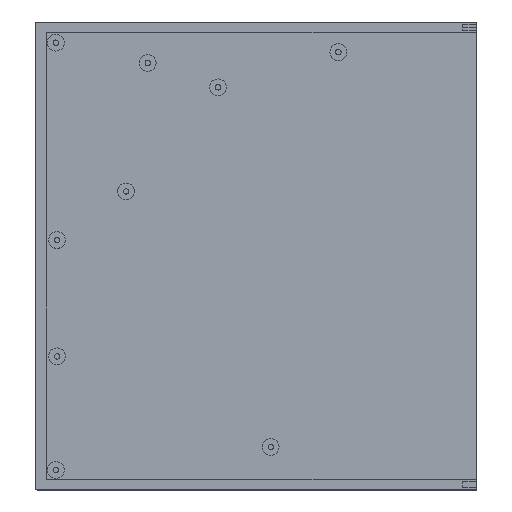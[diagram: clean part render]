
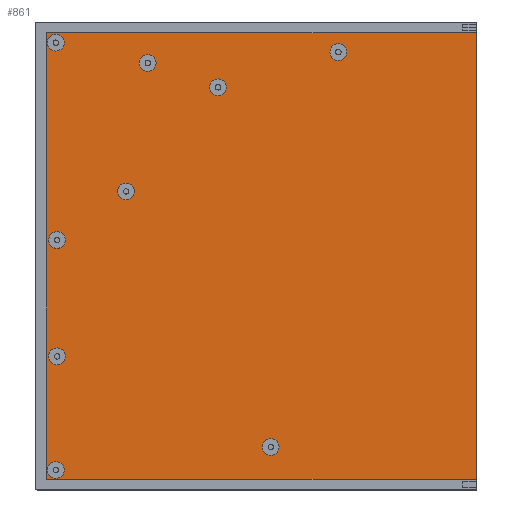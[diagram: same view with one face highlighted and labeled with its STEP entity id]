
A CAD part, top view. The second image highlights one B-rep face of the part: STEP entity #861.
In plain terms, the highlighted planar face has unit normal (0, 0, 1).
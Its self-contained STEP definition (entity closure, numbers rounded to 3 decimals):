
#23=FACE_BOUND('',#186,.T.);
#24=FACE_BOUND('',#187,.T.);
#25=FACE_BOUND('',#188,.T.);
#26=FACE_BOUND('',#189,.T.);
#27=FACE_BOUND('',#190,.T.);
#28=FACE_BOUND('',#191,.T.);
#29=FACE_BOUND('',#192,.T.);
#30=FACE_BOUND('',#193,.T.);
#31=FACE_BOUND('',#194,.T.);
#65=PLANE('',#969);
#120=FACE_OUTER_BOUND('',#185,.T.);
#185=EDGE_LOOP('',(#754,#755,#756,#757));
#186=EDGE_LOOP('',(#758));
#187=EDGE_LOOP('',(#759));
#188=EDGE_LOOP('',(#760));
#189=EDGE_LOOP('',(#761));
#190=EDGE_LOOP('',(#762));
#191=EDGE_LOOP('',(#763));
#192=EDGE_LOOP('',(#764));
#193=EDGE_LOOP('',(#765));
#194=EDGE_LOOP('',(#766));
#243=LINE('',#1339,#314);
#249=LINE('',#1352,#320);
#252=LINE('',#1356,#323);
#269=LINE('',#1473,#340);
#314=VECTOR('',#1056,10.);
#320=VECTOR('',#1068,10.);
#323=VECTOR('',#1073,10.);
#340=VECTOR('',#1224,10.);
#352=CIRCLE('',#911,3.1);
#356=CIRCLE('',#919,3.1);
#360=CIRCLE('',#927,3.1);
#364=CIRCLE('',#935,3.1);
#368=CIRCLE('',#943,3.1);
#372=CIRCLE('',#951,3.1);
#375=CIRCLE('',#957,3.1);
#379=CIRCLE('',#965,3.1);
#381=CIRCLE('',#970,3.1);
#416=VERTEX_POINT('',#1336);
#417=VERTEX_POINT('',#1338);
#420=VERTEX_POINT('',#1350);
#421=VERTEX_POINT('',#1351);
#426=VERTEX_POINT('',#1369);
#430=VERTEX_POINT('',#1383);
#434=VERTEX_POINT('',#1397);
#438=VERTEX_POINT('',#1411);
#442=VERTEX_POINT('',#1425);
#446=VERTEX_POINT('',#1439);
#449=VERTEX_POINT('',#1450);
#453=VERTEX_POINT('',#1464);
#455=VERTEX_POINT('',#1474);
#503=EDGE_CURVE('',#416,#417,#243,.T.);
#509=EDGE_CURVE('',#420,#421,#249,.T.);
#512=EDGE_CURVE('',#421,#417,#252,.T.);
#517=EDGE_CURVE('',#426,#426,#352,.T.);
#523=EDGE_CURVE('',#430,#430,#356,.T.);
#529=EDGE_CURVE('',#434,#434,#360,.T.);
#535=EDGE_CURVE('',#438,#438,#364,.T.);
#541=EDGE_CURVE('',#442,#442,#368,.T.);
#547=EDGE_CURVE('',#446,#446,#372,.T.);
#552=EDGE_CURVE('',#449,#449,#375,.T.);
#558=EDGE_CURVE('',#453,#453,#379,.T.);
#562=EDGE_CURVE('',#416,#420,#269,.T.);
#563=EDGE_CURVE('',#455,#455,#381,.T.);
#754=ORIENTED_EDGE('',*,*,#503,.F.);
#755=ORIENTED_EDGE('',*,*,#562,.T.);
#756=ORIENTED_EDGE('',*,*,#509,.T.);
#757=ORIENTED_EDGE('',*,*,#512,.T.);
#758=ORIENTED_EDGE('',*,*,#558,.T.);
#759=ORIENTED_EDGE('',*,*,#547,.T.);
#760=ORIENTED_EDGE('',*,*,#535,.T.);
#761=ORIENTED_EDGE('',*,*,#523,.T.);
#762=ORIENTED_EDGE('',*,*,#517,.T.);
#763=ORIENTED_EDGE('',*,*,#529,.T.);
#764=ORIENTED_EDGE('',*,*,#541,.T.);
#765=ORIENTED_EDGE('',*,*,#552,.T.);
#766=ORIENTED_EDGE('',*,*,#563,.T.);
#861=ADVANCED_FACE('',(#120,#23,#24,#25,#26,#27,#28,#29,#30,#31),#65,.T.);
#911=AXIS2_PLACEMENT_3D('',#1370,#1090,#1091);
#919=AXIS2_PLACEMENT_3D('',#1384,#1108,#1109);
#927=AXIS2_PLACEMENT_3D('',#1398,#1126,#1127);
#935=AXIS2_PLACEMENT_3D('',#1412,#1144,#1145);
#943=AXIS2_PLACEMENT_3D('',#1426,#1162,#1163);
#951=AXIS2_PLACEMENT_3D('',#1440,#1180,#1181);
#957=AXIS2_PLACEMENT_3D('',#1451,#1194,#1195);
#965=AXIS2_PLACEMENT_3D('',#1465,#1212,#1213);
#969=AXIS2_PLACEMENT_3D('',#1472,#1222,#1223);
#970=AXIS2_PLACEMENT_3D('',#1475,#1225,#1226);
#1056=DIRECTION('',(0.,-1.,0.));
#1068=DIRECTION('',(0.,-1.,0.));
#1073=DIRECTION('',(1.,0.,0.));
#1090=DIRECTION('center_axis',(0.,0.,-1.));
#1091=DIRECTION('ref_axis',(1.,0.,0.));
#1108=DIRECTION('center_axis',(0.,0.,-1.));
#1109=DIRECTION('ref_axis',(1.,0.,0.));
#1126=DIRECTION('center_axis',(0.,0.,-1.));
#1127=DIRECTION('ref_axis',(1.,0.,0.));
#1144=DIRECTION('center_axis',(0.,0.,-1.));
#1145=DIRECTION('ref_axis',(1.,0.,0.));
#1162=DIRECTION('center_axis',(0.,0.,-1.));
#1163=DIRECTION('ref_axis',(1.,0.,0.));
#1180=DIRECTION('center_axis',(0.,0.,-1.));
#1181=DIRECTION('ref_axis',(1.,0.,0.));
#1194=DIRECTION('center_axis',(0.,0.,-1.));
#1195=DIRECTION('ref_axis',(1.,0.,0.));
#1212=DIRECTION('center_axis',(0.,0.,-1.));
#1213=DIRECTION('ref_axis',(1.,0.,0.));
#1222=DIRECTION('center_axis',(0.,0.,1.));
#1223=DIRECTION('ref_axis',(1.,0.,0.));
#1224=DIRECTION('',(-1.,0.,0.));
#1225=DIRECTION('center_axis',(0.,0.,-1.));
#1226=DIRECTION('ref_axis',(1.,0.,0.));
#1336=CARTESIAN_POINT('',(478.018,-130.85,-9.));
#1338=CARTESIAN_POINT('',(478.018,-295.9,-9.));
#1339=CARTESIAN_POINT('',(478.018,-254.538,-9.));
#1350=CARTESIAN_POINT('',(319.08,-130.85,-9.));
#1351=CARTESIAN_POINT('',(319.08,-295.9,-9.));
#1352=CARTESIAN_POINT('',(319.08,-295.7,-9.));
#1356=CARTESIAN_POINT('',(671.75,-295.9,-9.));
#1369=CARTESIAN_POINT('',(423.9,-138.,-9.));
#1370=CARTESIAN_POINT('Origin',(427.,-138.,-9.));
#1383=CARTESIAN_POINT('',(379.4,-151.,-9.));
#1384=CARTESIAN_POINT('Origin',(382.5,-151.,-9.));
#1397=CARTESIAN_POINT('',(353.4,-142.,-9.));
#1398=CARTESIAN_POINT('Origin',(356.5,-142.,-9.));
#1411=CARTESIAN_POINT('',(319.4,-134.5,-9.));
#1412=CARTESIAN_POINT('Origin',(322.5,-134.5,-9.));
#1425=CARTESIAN_POINT('',(319.9,-207.5,-9.));
#1426=CARTESIAN_POINT('Origin',(323.,-207.5,-9.));
#1439=CARTESIAN_POINT('',(319.9,-250.5,-9.));
#1440=CARTESIAN_POINT('Origin',(323.,-250.5,-9.));
#1450=CARTESIAN_POINT('',(319.4,-292.5,-9.));
#1451=CARTESIAN_POINT('Origin',(322.5,-292.5,-9.));
#1464=CARTESIAN_POINT('',(398.9,-284.,-9.));
#1465=CARTESIAN_POINT('Origin',(402.,-284.,-9.));
#1472=CARTESIAN_POINT('Origin',(319.28,-295.7,-9.));
#1473=CARTESIAN_POINT('',(319.28,-130.85,-9.));
#1474=CARTESIAN_POINT('',(345.4,-189.5,-9.));
#1475=CARTESIAN_POINT('Origin',(348.5,-189.5,-9.));
